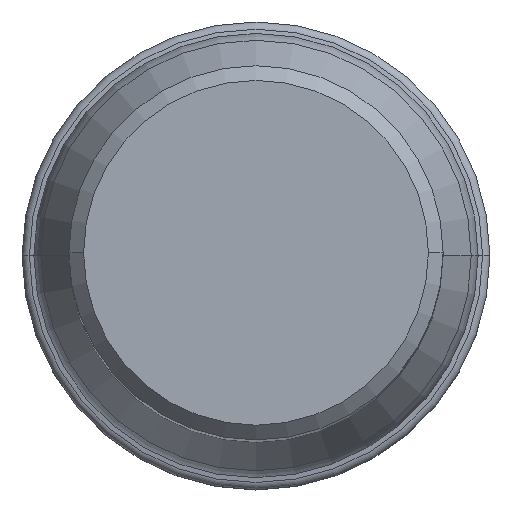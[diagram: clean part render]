
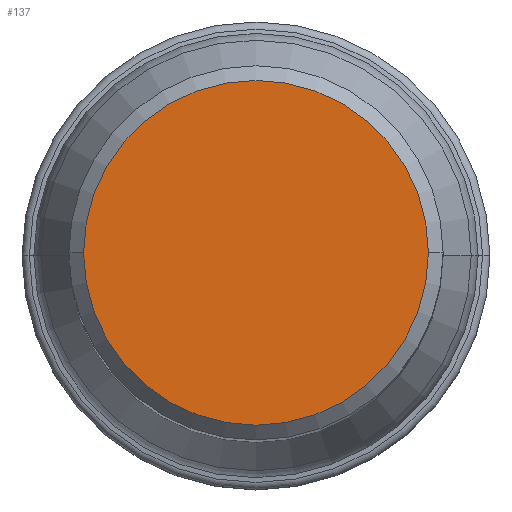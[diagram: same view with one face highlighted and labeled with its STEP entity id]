
A CAD part, top view. The second image highlights one B-rep face of the part: STEP entity #137.
In plain terms, the highlighted planar face has unit normal (0, 0, 1).
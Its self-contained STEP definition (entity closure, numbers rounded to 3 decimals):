
#30=PLANE('',#1219);
#137=ADVANCED_FACE('',(#216),#30,.F.);
#216=FACE_OUTER_BOUND('',#280,.T.);
#280=EDGE_LOOP('',(#468,#469,#470,#471));
#468=ORIENTED_EDGE('',*,*,#775,.F.);
#469=ORIENTED_EDGE('',*,*,#774,.F.);
#470=ORIENTED_EDGE('',*,*,#776,.F.);
#471=ORIENTED_EDGE('',*,*,#777,.F.);
#650=VERTEX_POINT('',#2538);
#651=VERTEX_POINT('',#2540);
#652=VERTEX_POINT('',#2542);
#653=VERTEX_POINT('',#2546);
#774=EDGE_CURVE('',#651,#652,#933,.T.);
#775=EDGE_CURVE('',#652,#650,#934,.T.);
#776=EDGE_CURVE('',#653,#651,#935,.T.);
#777=EDGE_CURVE('',#650,#653,#936,.T.);
#933=CIRCLE('',#1214,11.7);
#934=CIRCLE('',#1215,11.7);
#935=CIRCLE('',#1217,11.7);
#936=CIRCLE('',#1218,11.7);
#1214=AXIS2_PLACEMENT_3D('',#2541,#1448,#1449);
#1215=AXIS2_PLACEMENT_3D('',#2543,#1450,#1451);
#1217=AXIS2_PLACEMENT_3D('',#2545,#1454,#1455);
#1218=AXIS2_PLACEMENT_3D('',#2547,#1456,#1457);
#1219=AXIS2_PLACEMENT_3D('',#2548,#1458,#1459);
#1448=DIRECTION('',(0.,0.,-1.));
#1449=DIRECTION('',(-1.,0.,0.));
#1450=DIRECTION('',(0.,0.,-1.));
#1451=DIRECTION('',(0.,1.,0.));
#1454=DIRECTION('',(0.,0.,-1.));
#1455=DIRECTION('',(0.,-1.,0.));
#1456=DIRECTION('',(0.,0.,-1.));
#1457=DIRECTION('',(1.,0.,0.));
#1458=DIRECTION('',(0.,0.,-1.));
#1459=DIRECTION('',(1.,0.,0.));
#2538=CARTESIAN_POINT('',(11.7,0.,43.656));
#2540=CARTESIAN_POINT('',(-11.7,0.,43.656));
#2541=CARTESIAN_POINT('',(0.,0.,43.656));
#2542=CARTESIAN_POINT('',(0.,11.7,43.656));
#2543=CARTESIAN_POINT('',(0.,0.,43.656));
#2545=CARTESIAN_POINT('',(0.,0.,43.656));
#2546=CARTESIAN_POINT('',(0.,-11.7,43.656));
#2547=CARTESIAN_POINT('',(0.,0.,43.656));
#2548=CARTESIAN_POINT('',(0.,0.,43.656));
